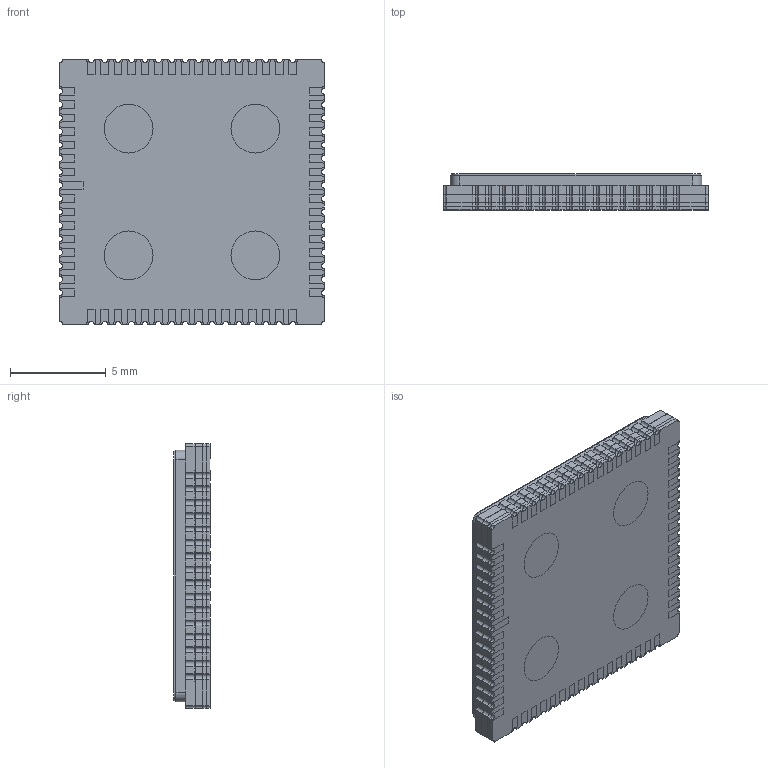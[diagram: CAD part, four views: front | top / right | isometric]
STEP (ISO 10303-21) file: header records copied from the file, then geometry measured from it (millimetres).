
FILE_DESCRIPTION (( 'STEP AP214' ), '1' );
FILE_NAME ('昃 5153.64-2.STEP', '2018-04-28T11:23:24', ( 'Admin' ), ( '' ), 'SwSTEP 2.0', 'SolidWorks 2015', '' );
FILE_SCHEMA (( 'AUTOMOTIVE_DESIGN' ));
Length unit declared in the file: millimetre
Products named in the file (18): Êîïèÿ Êðèñòàëë 64LCC-2^ÒÑÊß.431433.027 Ìèêðîñõåìà â êîðïóñå ÌÊ 5153.64-2; Êîïèÿ ÒÑÊß.725212.001 Êðûøêà^Êîïèÿ ÒÑÊß.301176.002 Êîðïóñ ÌÊ 5153.64-2_ÒÑÊß.431433.027 Ìèêðîñõåìà â êîðïóñå ÌÊ 5153.64-2; Êîïèÿ ÒÑÊß.741126.002 Îáîäîê^Êîïèÿ ÒÑÊß.431433.102 Îñíîâàíèå_Êîïèÿ ÒÑÊß.301176.002 Êîðïóñ ÌÊ 5153.64-2_ÒÑÊß.431433.027 Ìèêðîñõåìà â êîðïóñå ÌÊ 5153.64-2; Êîïèÿ 64LCC2 MP1^Êîïèÿ ÒÑÊß.758775.002 Ïëàòà_Êîïèÿ ÒÑÊß.431433.102 Îñíîâàíèå_Êîïèÿ ÒÑÊß.301176.002 Êîðïóñ ÌÊ 5153.64-2_ÒÑÊß.431433.027 Ìèêðîñõåìà â êîðïóñå ÌÊ 5153.64-2; Êîïèÿ 64LCC2 MP2^Êîïèÿ ÒÑÊß.758775.002 Ïëàòà_Êîïèÿ ÒÑÊß.431433.102 Îñíîâàíèå_Êîïèÿ ÒÑÊß.301176.002 Êîðïóñ ÌÊ 5153.64-2_ÒÑÊß.431433.027 Ìèêðîñõåìà â êîðïóñå ÌÊ 5153.64-2; Êîïèÿ 64LCC2 MP3^Êîïèÿ ÒÑÊß.758775.002 Ïëàòà_Êîïèÿ ÒÑÊß.431433.102 Îñíîâàíèå_Êîïèÿ ÒÑÊß.301176.002 Êîðïóñ ÌÊ 5153.64-2_ÒÑÊß.431433.027 Ìèêðîñõåìà â êîðïóñå ÌÊ 5153.64-2; Êîïèÿ 64LCC2 MP4-MP5^Êîïèÿ ÒÑÊß.758775.002 Ïëàòà_Êîïèÿ ÒÑÊß.431433.102 Îñíîâàíèå_Êîïèÿ ÒÑÊß.301176.002 Êîðïóñ ÌÊ 5153.64-2_ÒÑÊß.431433.027 Ìèêðîñõåìà â êîðïóñå ÌÊ 5153.64-2; 昃 5153.64-2; Êîïèÿ ÒÑÊß.301176.002 Êîðïóñ ÌÊ 5153.64-2^ÒÑÊß.431433.027 Ìèêðîñõåìà â êîðïóñå ÌÊ 5153.64-2; Êîïèÿ ÒÑÊß.725212.001 Êðûøêà^Êîïèÿ ÒÑÊß.301176.002 Êîðïóñ ÌÊ 5153.64-2_ÒÑÊß.431433.027 Ìèêðîñõåìà â êîðïóñå ÌÊ 5153.64-2_-02; Êîïèÿ ÒÑÊß.431433.102 Îñíîâàíèå^Êîïèÿ ÒÑÊß.301176.002 Êîðïóñ ÌÊ 5153.64-2_ÒÑÊß.431433.027 Ìèêðîñõåìà â êîðïóñå ÌÊ 5153.64-2; Êîïèÿ ÒÑÊß.758775.002 Ïëàòà^Êîïèÿ ÒÑÊß.431433.102 Îñíîâàíèå_Êîïèÿ ÒÑÊß.301176.002 Êîðïóñ ÌÊ 5153.64-2_ÒÑÊß.431433.027 Ìèêðîñõåìà â êîðïóñå ÌÊ 5153.64-2
Assembly tree (10 placements, depth 5):
  Êîïèÿ Êðèñòàëë 64LCC-2^ÒÑÊß.431433.027 Ìèêðîñõåìà â êîðïóñå ÌÊ 5153.64-2
  Êîïèÿ ÒÑÊß.725212.001 Êðûøêà^Êîïèÿ ÒÑÊß.301176.002 Êîðïóñ ÌÊ 5153.64-2_ÒÑÊß.431433.027 Ìèêðîñõåìà â êîðïóñå ÌÊ 5153.64-2
  Êîïèÿ ÒÑÊß.741126.002 Îáîäîê^Êîïèÿ ÒÑÊß.431433.102 Îñíîâàíèå_Êîïèÿ ÒÑÊß.301176.002 Êîðïóñ ÌÊ 5153.64-2_ÒÑÊß.431433.027 Ìèêðîñõåìà â êîðïóñå ÌÊ 5153.64-2
  Êîïèÿ 64LCC2 MP1^Êîïèÿ ÒÑÊß.758775.002 Ïëàòà_Êîïèÿ ÒÑÊß.431433.102 Îñíîâàíèå_Êîïèÿ ÒÑÊß.301176.002 Êîðïóñ ÌÊ 5153.64-2_ÒÑÊß.431433.027 Ìèêðîñõåìà â êîðïóñå ÌÊ 5153.64-2
  Êîïèÿ 64LCC2 MP2^Êîïèÿ ÒÑÊß.758775.002 Ïëàòà_Êîïèÿ ÒÑÊß.431433.102 Îñíîâàíèå_Êîïèÿ ÒÑÊß.301176.002 Êîðïóñ ÌÊ 5153.64-2_ÒÑÊß.431433.027 Ìèêðîñõåìà â êîðïóñå ÌÊ 5153.64-2
Bounding box: 13.8 x 1.88 x 13.8 mm (x, y, z)
Volume: 190.9 mm3; surface area: 1811.7 mm2
Topology: 7 solids, 7 shells, 2359 faces, 6713 edges, 4440 vertices
Faces by surface type: plane 1616, cylinder 743
Entity records: 91219 total; most frequent: CARTESIAN_POINT 13749, ORIENTED_EDGE 13426, DIRECTION 12947, EDGE_CURVE 6713, LINE 5139, VECTOR 5139, VERTEX_POINT 4440, AXIS2_PLACEMENT_3D 3904
